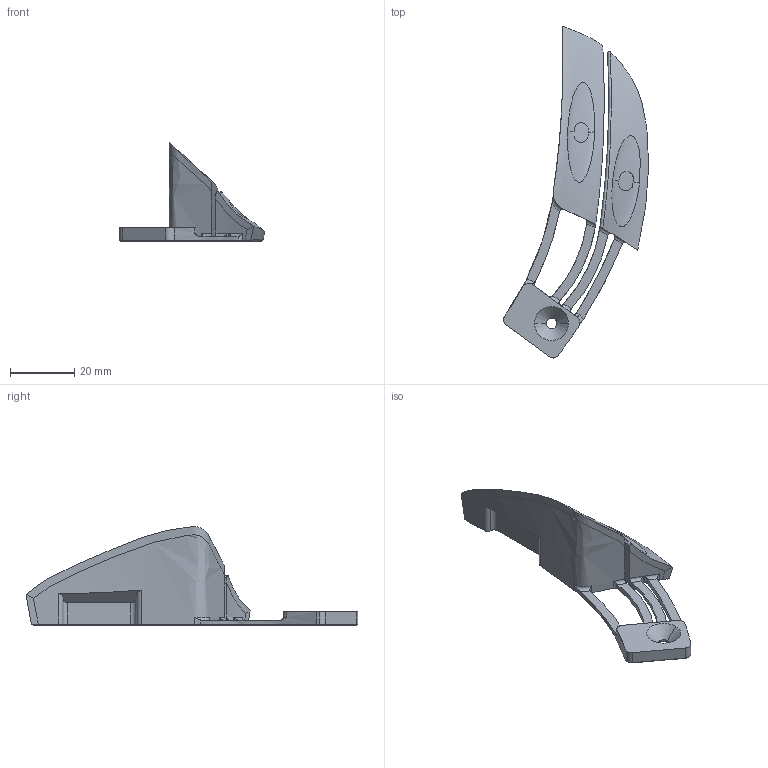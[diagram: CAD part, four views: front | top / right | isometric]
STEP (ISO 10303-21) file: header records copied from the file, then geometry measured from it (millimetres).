
FILE_DESCRIPTION (( 'STEP AP203' ), '1' );
FILE_NAME ('SecondaryButtons.STEP', '', ( '' ), ( '' ), '', '', '' );
FILE_SCHEMA (( 'CONFIG_CONTROL_DESIGN' ));
Products named in the file (1): SecondaryButtons
Bounding box: 45.04 x 102.95 x 30.66 mm (x, y, z)
Volume: 18928.7 mm3; surface area: 8244.3 mm2
Topology: 1 solids, 1 shells, 114 faces, 300 edges, 188 vertices
Faces by surface type: bspline 39, cylinder 38, cone 17, plane 17, torus 3
Entity records: 33060 total; most frequent: CARTESIAN_POINT 30485, ORIENTED_EDGE 600, DIRECTION 404, EDGE_CURVE 300, VERTEX_POINT 188, AXIS2_PLACEMENT_3D 155, EDGE_LOOP 120, B_SPLINE_CURVE_WITH_KNOTS 117
